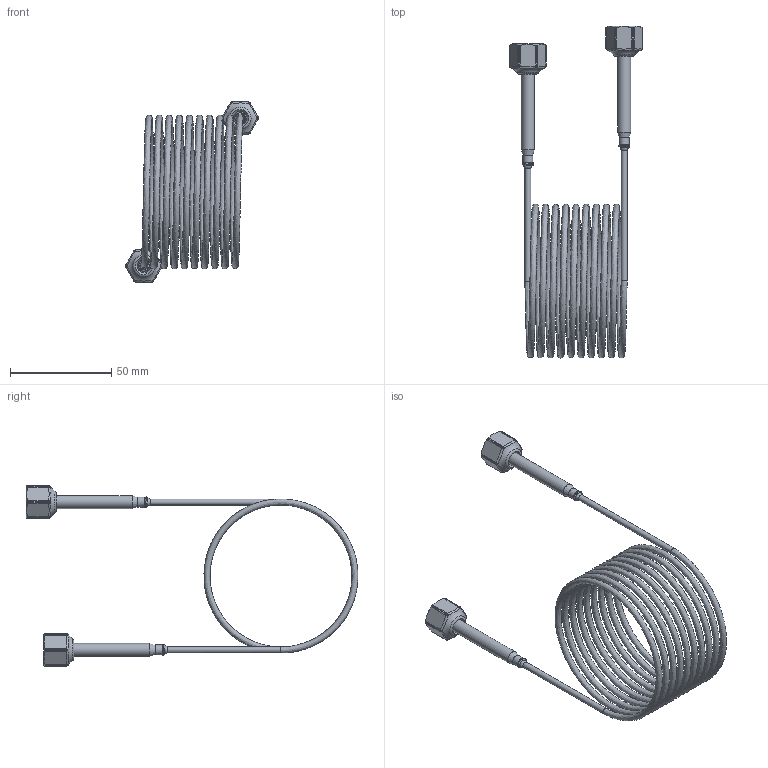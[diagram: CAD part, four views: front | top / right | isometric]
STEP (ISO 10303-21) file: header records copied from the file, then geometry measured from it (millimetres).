
FILE_DESCRIPTION((''),'2;1');
FILE_NAME('WEB060-007266.step','2015-02-18T09:40:08',(''),(''),'Autodesk Inventor 2012','Autodesk Inventor 2012','');
FILE_SCHEMA(('AUTOMOTIVE_DESIGN { 1 2 10303 214 0 1 1 1 }'));
Length unit declared in the file: millimetre
Products named in the file (1): WEB060-007266
Bounding box: 65.5 x 163.81 x 89 mm (x, y, z)
Volume: 21645.8 mm3; surface area: 28299.2 mm2
Topology: 3 solids, 3 shells, 156 faces, 362 edges, 211 vertices
Faces by surface type: cylinder 54, sphere 26, plane 23, torus 18, cone 18, bspline 17
Full cylindrical faces by diameter (mm): 1.5 x2, 3 x3, 3.15 x2, 4.67 x2, 4.93 x2, 6.45 x2, 6.5 x2, 11.113 x2
Entity records: 7099 total; most frequent: CARTESIAN_POINT 3817, DIRECTION 686, ORIENTED_EDGE 614, AXIS2_PLACEMENT_3D 316, EDGE_CURVE 307, EDGE_LOOP 207, VERTEX_POINT 196, CIRCLE 176
